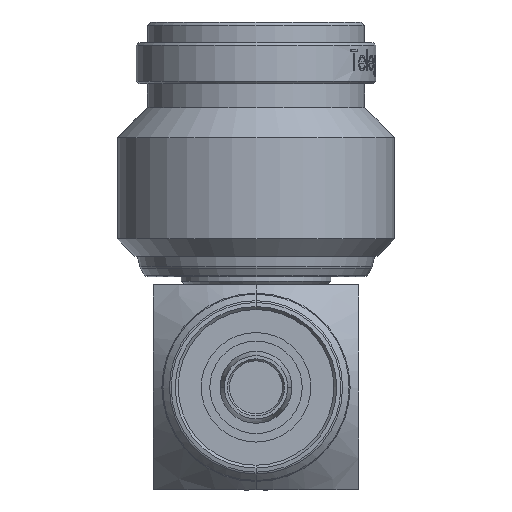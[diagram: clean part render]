
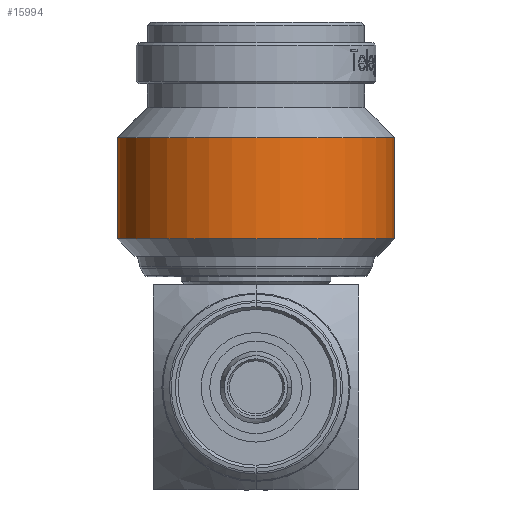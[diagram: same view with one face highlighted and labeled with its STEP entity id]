
A CAD part, front view. The second image highlights one B-rep face of the part: STEP entity #15994.
In plain terms, the highlighted cylindrical face has radius 8.1 mm (diameter 16.2 mm), a partial arc.
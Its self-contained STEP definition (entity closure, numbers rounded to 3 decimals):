
#101 = CARTESIAN_POINT ( 'NONE',  ( -8.1, 0., -5.9 ) ) ;
#2441 = DIRECTION ( 'NONE',  ( 0., 0., 1. ) ) ;
#3339 = CIRCLE ( 'NONE', #9387, 8.1 ) ;
#4113 = CARTESIAN_POINT ( 'NONE',  ( 8.1, 0., 0.85 ) ) ;
#4988 = VECTOR ( 'NONE', #2441, 1000. ) ;
#5071 = CARTESIAN_POINT ( 'NONE',  ( -8.1, 0., -11.825 ) ) ;
#5478 = EDGE_CURVE ( 'NONE', #18261, #10389, #9033, .T. ) ;
#5521 = DIRECTION ( 'NONE',  ( 1., 0., 0. ) ) ;
#5602 = EDGE_CURVE ( 'NONE', #10389, #8023, #3339, .T. ) ;
#5940 = AXIS2_PLACEMENT_3D ( 'NONE', #15408, #13581, #15339 ) ;
#6007 = DIRECTION ( 'NONE',  ( 0., 0., 1. ) ) ;
#6330 = CARTESIAN_POINT ( 'NONE',  ( -8.1, 0., 0.85 ) ) ;
#6397 = EDGE_LOOP ( 'NONE', ( #15359, #15313, #18567, #14144 ) ) ;
#6570 = LINE ( 'NONE', #4113, #10373 ) ;
#7679 = CARTESIAN_POINT ( 'NONE',  ( 8.1, 0., -11.825 ) ) ;
#7900 = EDGE_CURVE ( 'NONE', #18261, #13154, #15157, .T. ) ;
#8023 = VERTEX_POINT ( 'NONE', #12616 ) ;
#8520 = EDGE_CURVE ( 'NONE', #13154, #8023, #6570, .T. ) ;
#8941 = CARTESIAN_POINT ( 'NONE',  ( 0., 0., -11.825 ) ) ;
#9033 = LINE ( 'NONE', #6330, #4988 ) ;
#9387 = AXIS2_PLACEMENT_3D ( 'NONE', #14607, #11670, #5521 ) ;
#10373 = VECTOR ( 'NONE', #14573, 1000. ) ;
#10389 = VERTEX_POINT ( 'NONE', #101 ) ;
#10528 = DIRECTION ( 'NONE',  ( 1., 0., 0. ) ) ;
#11670 = DIRECTION ( 'NONE',  ( 0., 0., 1. ) ) ;
#11950 = CYLINDRICAL_SURFACE ( 'NONE', #5940, 8.1 ) ;
#12616 = CARTESIAN_POINT ( 'NONE',  ( 8.1, 0., -5.9 ) ) ;
#13154 = VERTEX_POINT ( 'NONE', #7679 ) ;
#13581 = DIRECTION ( 'NONE',  ( 0., 0., 1. ) ) ;
#14144 = ORIENTED_EDGE ( 'NONE', *, *, #5602, .F. ) ;
#14573 = DIRECTION ( 'NONE',  ( 0., 0., 1. ) ) ;
#14607 = CARTESIAN_POINT ( 'NONE',  ( 0., 0., -5.9 ) ) ;
#15157 = CIRCLE ( 'NONE', #18183, 8.1 ) ;
#15313 = ORIENTED_EDGE ( 'NONE', *, *, #7900, .T. ) ;
#15339 = DIRECTION ( 'NONE',  ( 1., 0., 0. ) ) ;
#15359 = ORIENTED_EDGE ( 'NONE', *, *, #5478, .F. ) ;
#15408 = CARTESIAN_POINT ( 'NONE',  ( 0., 0., 0.85 ) ) ;
#15994 = ADVANCED_FACE ( 'NONE', ( #16473 ), #11950, .T. ) ;
#16473 = FACE_OUTER_BOUND ( 'NONE', #6397, .T. ) ;
#18183 = AXIS2_PLACEMENT_3D ( 'NONE', #8941, #6007, #10528 ) ;
#18261 = VERTEX_POINT ( 'NONE', #5071 ) ;
#18567 = ORIENTED_EDGE ( 'NONE', *, *, #8520, .T. ) ;
